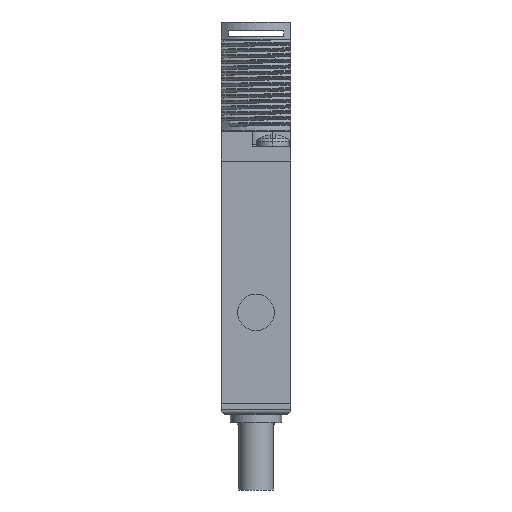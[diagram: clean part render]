
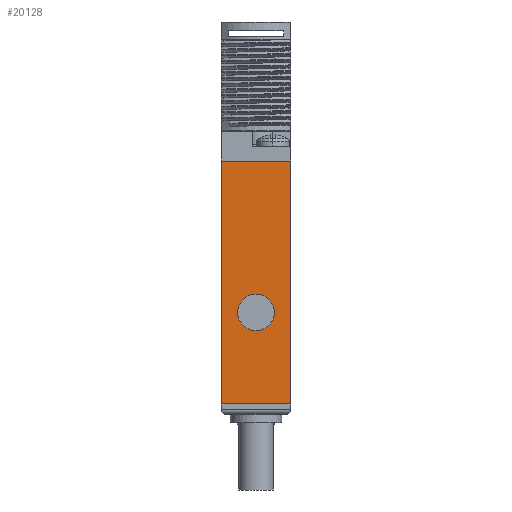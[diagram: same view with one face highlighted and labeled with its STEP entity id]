
A CAD part, front view. The second image highlights one B-rep face of the part: STEP entity #20128.
In plain terms, the highlighted planar face has unit normal (0, -1, 0).
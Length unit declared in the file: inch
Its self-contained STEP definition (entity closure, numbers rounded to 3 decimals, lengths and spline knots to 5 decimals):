
#429=DIRECTION('',(0.,0.,-1.));
#430=VECTOR('',#429,1.66);
#431=CARTESIAN_POINT('',(0.236,0.,0.));
#432=LINE('',#431,#430);
#714=DIRECTION('',(0.,0.,-1.));
#715=VECTOR('',#714,1.66);
#716=CARTESIAN_POINT('',(-0.236,0.,0.));
#717=LINE('',#716,#715);
#7787=DIRECTION('',(1.,0.,0.));
#7788=VECTOR('',#7787,0.472);
#7789=CARTESIAN_POINT('',(-0.236,0.,-1.66));
#7790=LINE('',#7789,#7788);
#7791=DIRECTION('',(1.,0.,0.));
#7792=VECTOR('',#7791,0.472);
#7793=CARTESIAN_POINT('',(-0.236,0.,0.));
#7794=LINE('',#7793,#7792);
#7795=CARTESIAN_POINT('',(0.,0.,-1.035));
#7796=DIRECTION('',(0.,-1.,0.));
#7797=DIRECTION('',(0.,0.,-1.));
#7798=AXIS2_PLACEMENT_3D('',#7795,#7796,#7797);
#7800=CARTESIAN_POINT('',(0.,0.,-1.035));
#7801=DIRECTION('',(0.,-1.,0.));
#7802=DIRECTION('',(0.,0.,1.));
#7803=AXIS2_PLACEMENT_3D('',#7800,#7801,#7802);
#10716=CARTESIAN_POINT('',(-0.236,0.,0.));
#10717=CARTESIAN_POINT('',(-0.236,0.,-1.66));
#10718=VERTEX_POINT('',#10716);
#10719=VERTEX_POINT('',#10717);
#10724=CARTESIAN_POINT('',(0.236,0.,0.));
#10725=CARTESIAN_POINT('',(0.236,0.,-1.66));
#10726=VERTEX_POINT('',#10724);
#10727=VERTEX_POINT('',#10725);
#10736=CARTESIAN_POINT('',(0.,0.,-1.16));
#10737=CARTESIAN_POINT('',(0.,0.,-0.91));
#10738=VERTEX_POINT('',#10736);
#10739=VERTEX_POINT('',#10737);
#20111=CARTESIAN_POINT('',(-0.236,0.,0.));
#20112=DIRECTION('',(0.,-1.,0.));
#20113=DIRECTION('',(0.,0.,-1.));
#20114=AXIS2_PLACEMENT_3D('',#20111,#20112,#20113);
#20115=PLANE('',#20114);
#20116=ORIENTED_EDGE('',*,*,#13773,.F.);
#20117=ORIENTED_EDGE('',*,*,#13117,.T.);
#20118=ORIENTED_EDGE('',*,*,#13407,.T.);
#20119=ORIENTED_EDGE('',*,*,#20105,.F.);
#20120=EDGE_LOOP('',(#20116,#20117,#20118,#20119));
#20121=FACE_OUTER_BOUND('',#20120,.F.);
#20123=ORIENTED_EDGE('',*,*,#20122,.T.);
#20125=ORIENTED_EDGE('',*,*,#20124,.T.);
#20126=EDGE_LOOP('',(#20123,#20125));
#20127=FACE_BOUND('',#20126,.F.);
#20128=ADVANCED_FACE('',(#20121,#20127),#20115,.T.);
#7799=CIRCLE('',#7798,0.125);
#7804=CIRCLE('',#7803,0.125);
#13117=EDGE_CURVE('',#10718,#10726,#7794,.T.);
#13407=EDGE_CURVE('',#10726,#10727,#432,.T.);
#13773=EDGE_CURVE('',#10718,#10719,#717,.T.);
#20105=EDGE_CURVE('',#10719,#10727,#7790,.T.);
#20122=EDGE_CURVE('',#10738,#10739,#7799,.T.);
#20124=EDGE_CURVE('',#10739,#10738,#7804,.T.);
